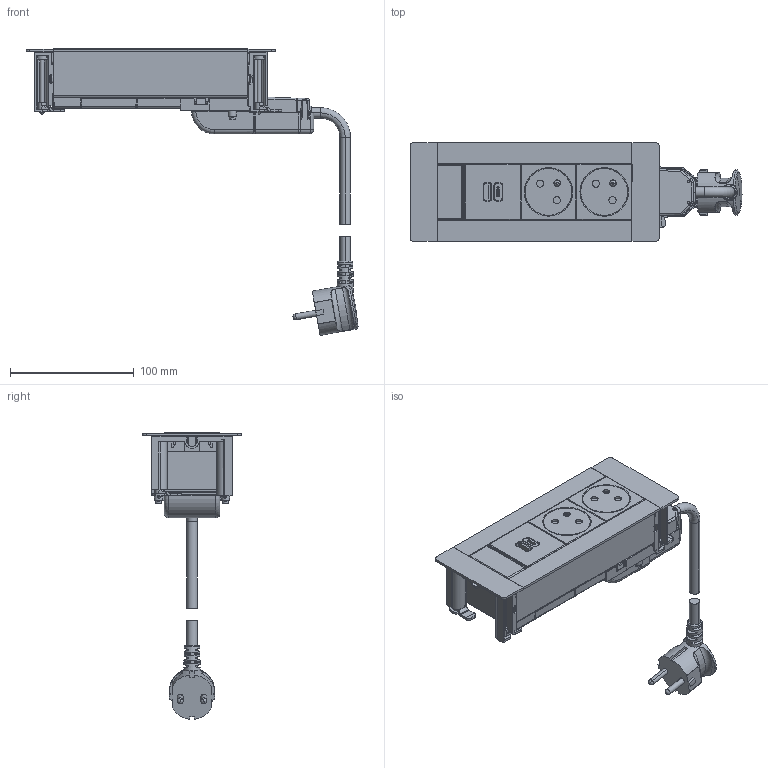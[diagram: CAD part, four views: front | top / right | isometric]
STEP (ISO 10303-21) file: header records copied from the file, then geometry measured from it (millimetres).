
FILE_DESCRIPTION(('CATIA V5 STEP Exchange','CAx-IF Rec.Pracs.--- Model Styling and Organization---1.5--- 2016-08-15','CAx-IF Rec.Pracs.---Supplemental Geometry---1.0---2011-11-01','CAx-IF Rec.Pracs.--- Composite Materials ---1.1---2010-07-15'),'2;1');
FILE_NAME('LG-654774_AllCATPart.stp','2023-10-05T07:08:37+00:00',('none'),('none'),'CATIA Version 5-6 Release 2020 SP3','CATIA V5 STEP AP214 v2','none');
FILE_SCHEMA(('AUTOMOTIVE_DESIGN { 1 0 10303 214 1 1 1 1 }'));
Products named in the file (1): LG-654774_AllCATPart
Bounding box: 268.45 x 80 x 231.85 mm (x, y, z)
Volume: 359167.4 mm3; surface area: 214469.7 mm2
Topology: 36 solids, 36 shells, 2022 faces, 5472 edges, 3492 vertices
Faces by surface type: plane 1151, cylinder 633, torus 81, bspline 56, sphere 40, extrusion 36, cone 23, revolution 2
Entity records: 63886 total; most frequent: CARTESIAN_POINT 16218, ORIENTED_EDGE 10856, DIRECTION 7994, EDGE_CURVE 5428, VECTOR 3723, LINE 3687, VERTEX_POINT 3492, AXIS2_PLACEMENT_3D 2741
